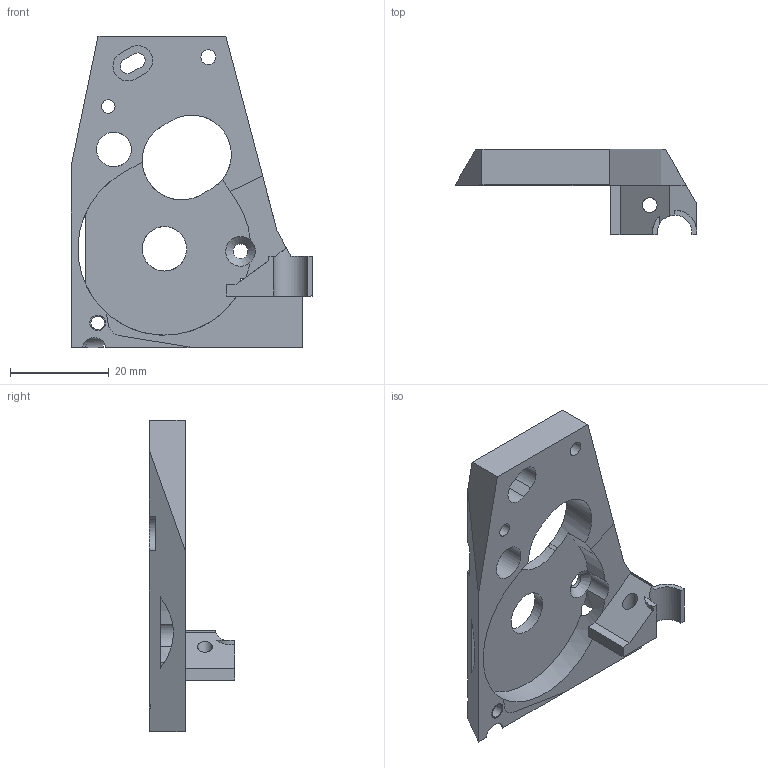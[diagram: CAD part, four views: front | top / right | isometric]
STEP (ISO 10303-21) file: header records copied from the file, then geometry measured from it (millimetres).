
FILE_DESCRIPTION(('FreeCAD Model'),'2;1');
FILE_NAME('Open CASCADE Shape Model','2023-11-06T20:12:53',(''),(''), 'Open CASCADE STEP processor 7.6','FreeCAD','Unknown');
FILE_SCHEMA(('AUTOMOTIVE_DESIGN { 1 0 10303 214 1 1 1 1 }'));
Length unit declared in the file: millimetre
Products named in the file (1): Fusion002
Bounding box: 48.94 x 17.25 x 63 mm (x, y, z)
Volume: 10045.6 mm3; surface area: 7425.7 mm2
Topology: 1 solids, 1 shells, 86 faces, 261 edges, 173 vertices
Faces by surface type: plane 48, cylinder 33, cone 4, torus 1
Full cylindrical faces by diameter (mm): 2.75 x4, 3 x4, 6 x1, 7 x1, 9 x1
Entity records: 3076 total; most frequent: CARTESIAN_POINT 561, DIRECTION 542, ORIENTED_EDGE 522, EDGE_CURVE 261, AXIS2_PLACEMENT_3D 196, VERTEX_POINT 173, LINE 150, VECTOR 150
